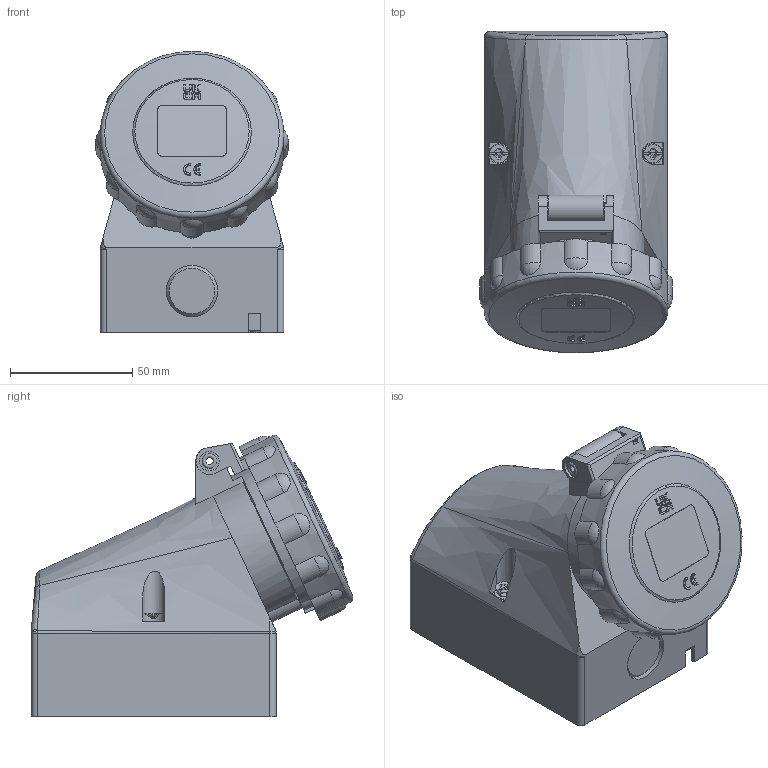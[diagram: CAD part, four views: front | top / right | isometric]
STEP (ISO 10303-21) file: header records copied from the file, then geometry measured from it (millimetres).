
FILE_DESCRIPTION(/* description */ (''),/* implementation_level */ '2;1');
FILE_NAME(/* name */ '1137.stp',/* time_stamp */ '2023-09-04T08:34:52+02:00',/* author */ ('massmann'),/* organization */ (''),/* preprocessor_version */ 'ST-DEVELOPER v17',/* originating_system */ 'Autodesk Inventor 2018',/* authorisation */ '');
FILE_SCHEMA (('AUTOMOTIVE_DESIGN { 1 0 10303 214 3 1 1 }'));
Length unit declared in the file: millimetre
Products named in the file (1): 1137
Bounding box: 78.52 x 131.37 x 114.88 mm (x, y, z)
Volume: 569008.3 mm3; surface area: 60031 mm2
Topology: 1 solids, 3 shells, 407 faces, 1148 edges, 765 vertices
Faces by surface type: plane 251, cylinder 91, bspline 24, sphere 23, cone 10, torus 8
Full cylindrical faces by diameter (mm): 3 x1, 3.45 x2, 4 x1, 4.4 x2, 5 x2, 5.1 x2, 6 x2, 8 x2, 18.376 x1, 21 x1, 75 x1
Entity records: 15325 total; most frequent: CARTESIAN_POINT 4176, ORIENTED_EDGE 2296, DIRECTION 2194, EDGE_CURVE 1148, VERTEX_POINT 765, AXIS2_PLACEMENT_3D 765, LINE 664, VECTOR 664
